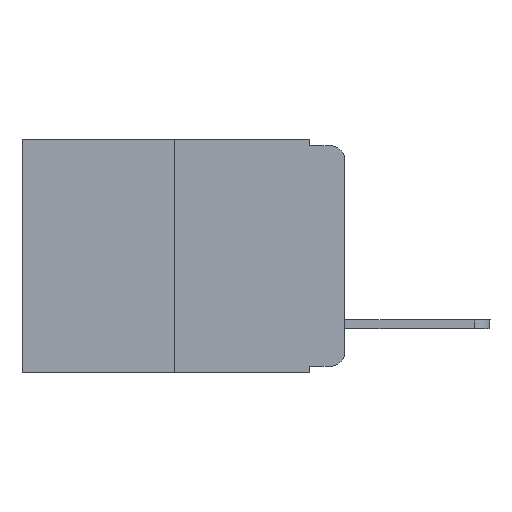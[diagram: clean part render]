
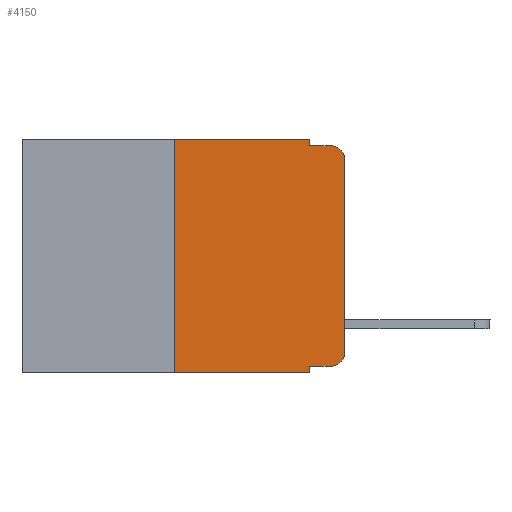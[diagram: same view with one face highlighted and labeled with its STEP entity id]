
A CAD part, left-side view. The second image highlights one B-rep face of the part: STEP entity #4150.
In plain terms, the highlighted planar face has unit normal (-1, 0, 0).
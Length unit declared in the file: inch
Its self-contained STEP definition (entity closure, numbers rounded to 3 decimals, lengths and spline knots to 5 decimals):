
#51 = VECTOR ( 'NONE', #1796, 39.37008 ) ;
#362 = CARTESIAN_POINT ( 'NONE',  ( 0., 0., 0. ) ) ;
#578 = ORIENTED_EDGE ( 'NONE', *, *, #12764, .T. ) ;
#871 = VECTOR ( 'NONE', #19841, 39.37008 ) ;
#910 = VERTEX_POINT ( 'NONE', #8946 ) ;
#1079 = DIRECTION ( 'NONE',  ( 0., -1., 0. ) ) ;
#1123 = ORIENTED_EDGE ( 'NONE', *, *, #16773, .F. ) ;
#1796 = DIRECTION ( 'NONE',  ( 0., -1., 0. ) ) ;
#1848 = ORIENTED_EDGE ( 'NONE', *, *, #18185, .T. ) ;
#2053 = CARTESIAN_POINT ( 'NONE',  ( 0., 0.051, 0. ) ) ;
#2065 = LINE ( 'NONE', #20115, #10753 ) ;
#2190 = EDGE_CURVE ( 'NONE', #910, #20982, #6061, .T. ) ;
#2602 = ORIENTED_EDGE ( 'NONE', *, *, #4257, .F. ) ;
#2633 = DIRECTION ( 'NONE',  ( 0., -1., 0. ) ) ;
#2635 = CIRCLE ( 'NONE', #17602, 0.02 ) ;
#2964 = ORIENTED_EDGE ( 'NONE', *, *, #10397, .T. ) ;
#3072 = VERTEX_POINT ( 'NONE', #13786 ) ;
#3713 = LINE ( 'NONE', #22599, #19660 ) ;
#4131 = DIRECTION ( 'NONE',  ( 0., 0., -1. ) ) ;
#4150 = ADVANCED_FACE ( 'NONE', ( #6532 ), #15670, .F. ) ;
#4257 = EDGE_CURVE ( 'NONE', #9120, #9700, #3713, .T. ) ;
#4696 = DIRECTION ( 'NONE',  ( -1., 0., 0. ) ) ;
#4701 = CARTESIAN_POINT ( 'NONE',  ( 0., 0.25, 0. ) ) ;
#4803 = CARTESIAN_POINT ( 'NONE',  ( 0., 0.473, 0. ) ) ;
#4876 = CARTESIAN_POINT ( 'NONE',  ( 0., 0.02, -0.333 ) ) ;
#4899 = CARTESIAN_POINT ( 'NONE',  ( 0., 0.051, -0.343 ) ) ;
#4978 = CARTESIAN_POINT ( 'NONE',  ( 0., 0.25, -0.343 ) ) ;
#5607 = CIRCLE ( 'NONE', #18512, 0.02 ) ;
#6061 = LINE ( 'NONE', #20480, #16128 ) ;
#6349 = DIRECTION ( 'NONE',  ( 0., 0., 1. ) ) ;
#6423 = DIRECTION ( 'NONE',  ( 0., 0., -1. ) ) ;
#6532 = FACE_OUTER_BOUND ( 'NONE', #9073, .T. ) ;
#6840 = VECTOR ( 'NONE', #16677, 39.37008 ) ;
#7809 = ORIENTED_EDGE ( 'NONE', *, *, #16711, .F. ) ;
#8946 = CARTESIAN_POINT ( 'NONE',  ( 0., 0.051, -0.333 ) ) ;
#9073 = EDGE_LOOP ( 'NONE', ( #1848, #578, #12167, #18730, #7809, #2602, #2964, #1123, #18789, #12596 ) ) ;
#9120 = VERTEX_POINT ( 'NONE', #4978 ) ;
#9359 = DIRECTION ( 'NONE',  ( -1., 0., 0. ) ) ;
#9531 = CARTESIAN_POINT ( 'NONE',  ( 0., 0.051, -0.01 ) ) ;
#9639 = LINE ( 'NONE', #11711, #10470 ) ;
#9700 = VERTEX_POINT ( 'NONE', #4701 ) ;
#9776 = CARTESIAN_POINT ( 'NONE',  ( 0., 0.051, -0.01 ) ) ;
#10397 = EDGE_CURVE ( 'NONE', #9120, #13827, #9639, .T. ) ;
#10458 = EDGE_CURVE ( 'NONE', #20982, #3072, #2635, .T. ) ;
#10470 = VECTOR ( 'NONE', #1079, 39.37008 ) ;
#10753 = VECTOR ( 'NONE', #15106, 39.37008 ) ;
#11242 = CARTESIAN_POINT ( 'NONE',  ( 0., 0.02, -0.01 ) ) ;
#11656 = DIRECTION ( 'NONE',  ( 0., 0., -1. ) ) ;
#11711 = CARTESIAN_POINT ( 'NONE',  ( 0., 0.473, -0.343 ) ) ;
#12145 = VERTEX_POINT ( 'NONE', #9776 ) ;
#12167 = ORIENTED_EDGE ( 'NONE', *, *, #18118, .F. ) ;
#12596 = ORIENTED_EDGE ( 'NONE', *, *, #10458, .T. ) ;
#12624 = LINE ( 'NONE', #9531, #51 ) ;
#12764 = EDGE_CURVE ( 'NONE', #21898, #19566, #5607, .T. ) ;
#13786 = CARTESIAN_POINT ( 'NONE',  ( 0., 0., -0.313 ) ) ;
#13827 = VERTEX_POINT ( 'NONE', #4899 ) ;
#14832 = CARTESIAN_POINT ( 'NONE',  ( 0., 0.02, -0.03 ) ) ;
#15106 = DIRECTION ( 'NONE',  ( 0., -1., 0. ) ) ;
#15467 = CARTESIAN_POINT ( 'NONE',  ( 0., 0., -0.03 ) ) ;
#15670 = PLANE ( 'NONE',  #19294 ) ;
#16128 = VECTOR ( 'NONE', #2633, 39.37008 ) ;
#16645 = EDGE_CURVE ( 'NONE', #16668, #12145, #20560, .T. ) ;
#16668 = VERTEX_POINT ( 'NONE', #2053 ) ;
#16677 = DIRECTION ( 'NONE',  ( 0., 0., -1. ) ) ;
#16711 = EDGE_CURVE ( 'NONE', #9700, #16668, #2065, .T. ) ;
#16773 = EDGE_CURVE ( 'NONE', #910, #13827, #18286, .T. ) ;
#16899 = CARTESIAN_POINT ( 'NONE',  ( 0., 0.051, 0. ) ) ;
#17033 = CARTESIAN_POINT ( 'NONE',  ( 0., 0.02, -0.313 ) ) ;
#17602 = AXIS2_PLACEMENT_3D ( 'NONE', #17033, #4696, #6423 ) ;
#18118 = EDGE_CURVE ( 'NONE', #12145, #19566, #12624, .T. ) ;
#18185 = EDGE_CURVE ( 'NONE', #3072, #21898, #18215, .T. ) ;
#18215 = LINE ( 'NONE', #362, #871 ) ;
#18286 = LINE ( 'NONE', #16899, #23056 ) ;
#18313 = CARTESIAN_POINT ( 'NONE',  ( 0., 0.051, 0. ) ) ;
#18512 = AXIS2_PLACEMENT_3D ( 'NONE', #14832, #9359, #4131 ) ;
#18730 = ORIENTED_EDGE ( 'NONE', *, *, #16645, .F. ) ;
#18789 = ORIENTED_EDGE ( 'NONE', *, *, #2190, .T. ) ;
#19025 = DIRECTION ( 'NONE',  ( 1., 0., 0. ) ) ;
#19294 = AXIS2_PLACEMENT_3D ( 'NONE', #4803, #19025, #22789 ) ;
#19566 = VERTEX_POINT ( 'NONE', #11242 ) ;
#19660 = VECTOR ( 'NONE', #6349, 39.37008 ) ;
#19841 = DIRECTION ( 'NONE',  ( 0., 0., 1. ) ) ;
#20115 = CARTESIAN_POINT ( 'NONE',  ( 0., 0.473, 0. ) ) ;
#20480 = CARTESIAN_POINT ( 'NONE',  ( 0., 0.051, -0.333 ) ) ;
#20560 = LINE ( 'NONE', #18313, #6840 ) ;
#20982 = VERTEX_POINT ( 'NONE', #4876 ) ;
#21898 = VERTEX_POINT ( 'NONE', #15467 ) ;
#22599 = CARTESIAN_POINT ( 'NONE',  ( 0., 0.25, 0. ) ) ;
#22789 = DIRECTION ( 'NONE',  ( 0., 0., -1. ) ) ;
#23056 = VECTOR ( 'NONE', #11656, 39.37008 ) ;
